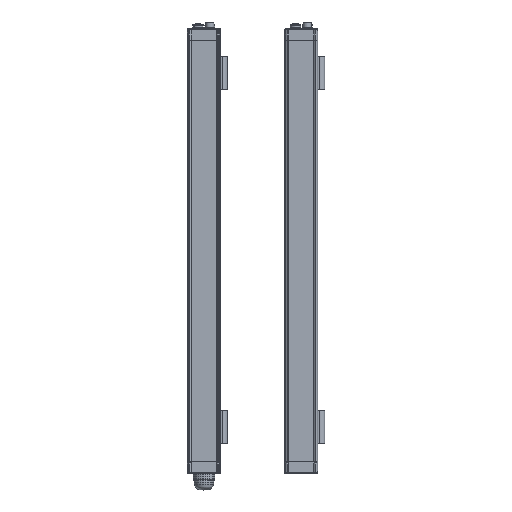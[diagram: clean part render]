
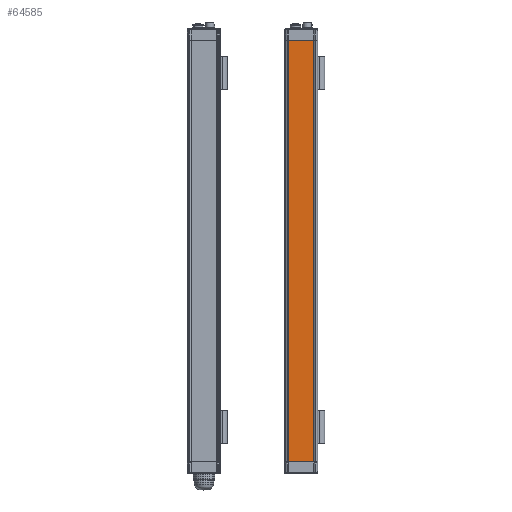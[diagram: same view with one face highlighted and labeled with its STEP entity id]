
A CAD part, top view. The second image highlights one B-rep face of the part: STEP entity #64585.
In plain terms, the highlighted planar face has unit normal (0, 0, 1).
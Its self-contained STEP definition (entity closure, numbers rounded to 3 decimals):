
#5975=LINE('',#130992,#11709);
#5977=LINE('',#130996,#11711);
#5980=LINE('',#131002,#11714);
#5981=LINE('',#131003,#11715);
#11709=VECTOR('',#89137,37.6);
#11711=VECTOR('',#89141,638.5);
#11714=VECTOR('',#89146,638.5);
#11715=VECTOR('',#89147,37.6);
#18287=FACE_OUTER_BOUND('',#22551,.T.);
#22551=EDGE_LOOP('',(#57056,#57057,#57058,#57059));
#31313=VERTEX_POINT('',#130989);
#31314=VERTEX_POINT('',#130991);
#31315=VERTEX_POINT('',#130995);
#31317=VERTEX_POINT('',#131001);
#40126=EDGE_CURVE('',#31314,#31313,#5975,.T.);
#40128=EDGE_CURVE('',#31315,#31314,#5977,.T.);
#40131=EDGE_CURVE('',#31313,#31317,#5980,.T.);
#40132=EDGE_CURVE('',#31315,#31317,#5981,.T.);
#57056=ORIENTED_EDGE('',*,*,#40126,.T.);
#57057=ORIENTED_EDGE('',*,*,#40131,.T.);
#57058=ORIENTED_EDGE('',*,*,#40132,.F.);
#57059=ORIENTED_EDGE('',*,*,#40128,.T.);
#60966=PLANE('',#71181);
#64585=ADVANCED_FACE('',(#18287),#60966,.T.);
#71181=AXIS2_PLACEMENT_3D('',#131000,#89144,#89145);
#89137=DIRECTION('',(1.,0.,0.));
#89141=DIRECTION('',(0.,-1.,0.));
#89144=DIRECTION('center_axis',(0.,0.,
1.));
#89145=DIRECTION('ref_axis',(1.,0.,0.));
#89146=DIRECTION('',(0.,1.,0.));
#89147=DIRECTION('',(1.,0.,0.));
#130989=CARTESIAN_POINT('',(-109.017,-230.946,-307.536));
#130991=CARTESIAN_POINT('',(-146.617,-230.946,-307.536));
#130992=CARTESIAN_POINT('',(-137.217,-230.946,-307.536));
#130995=CARTESIAN_POINT('',(-146.617,407.554,-307.536));
#130996=CARTESIAN_POINT('',(-146.617,59.054,-307.536));
#131000=CARTESIAN_POINT('Origin',(-146.617,59.054,-307.536));
#131001=CARTESIAN_POINT('',(-109.017,407.554,-307.536));
#131002=CARTESIAN_POINT('',(-109.017,59.054,-307.536));
#131003=CARTESIAN_POINT('',(-146.617,407.554,-307.536));
